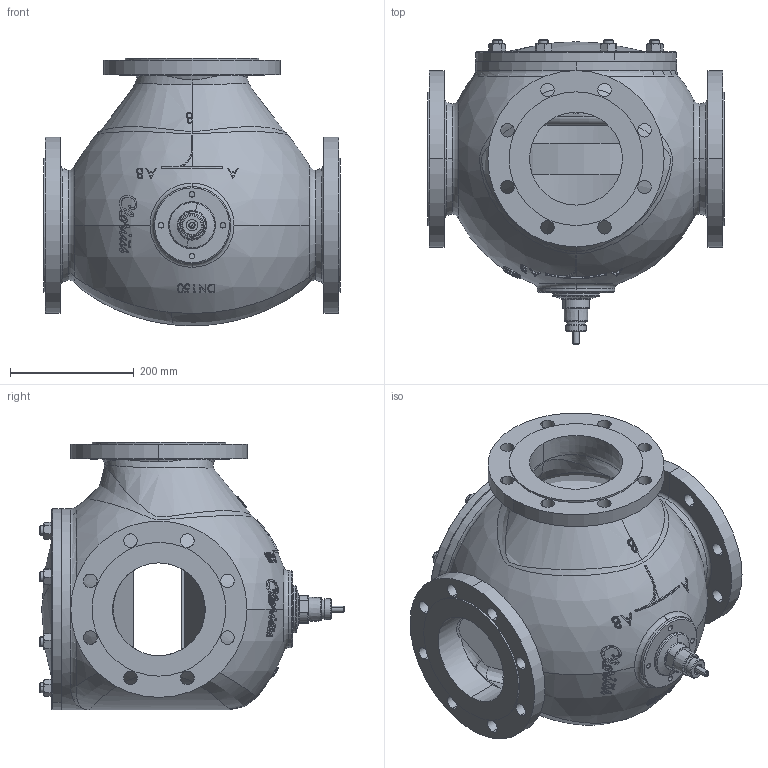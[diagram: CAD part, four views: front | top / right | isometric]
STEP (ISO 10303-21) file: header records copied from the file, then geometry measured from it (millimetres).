
FILE_DESCRIPTION (( 'STEP AP214' ), '1' );
FILE_NAME ('L3F DN150.STEP', '2015-11-20T14:29:11', ( 'Broen A/S' ), ( 'Broen A/S' ), 'SwSTEP 2.0', 'SolidWorks 2014', '' );
FILE_SCHEMA (( 'AUTOMOTIVE_DESIGN' ));
Length unit declared in the file: millimetre
Products named in the file (1): L3F DN150
Bounding box: 480 x 493 x 432.5 mm (x, y, z)
Surface area: 1417454.1 mm2 (no closed solid volume)
Topology: 0 solids, 28 shells, 707 faces, 2423 edges, 1728 vertices
Faces by surface type: plane 277, cylinder 152, bspline 106, cone 104, torus 37, sphere 31
Entity records: 94627 total; most frequent: CARTESIAN_POINT 66807, DIRECTION 4234, ORIENTED_EDGE 3810, EDGE_CURVE 2412, AXIS2_PLACEMENT_3D 1810, VERTEX_POINT 1725, CIRCLE 1209, EDGE_LOOP 823
